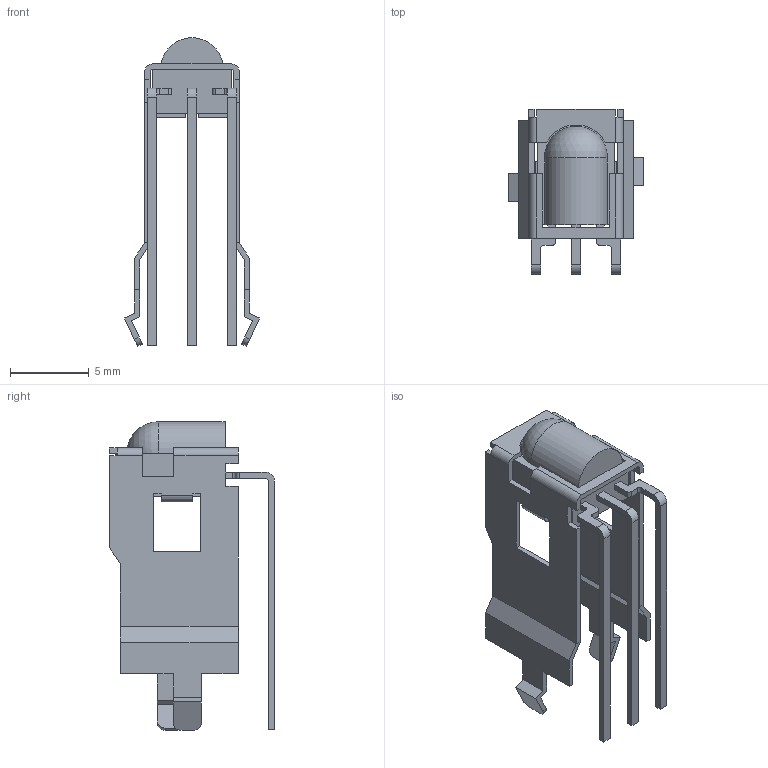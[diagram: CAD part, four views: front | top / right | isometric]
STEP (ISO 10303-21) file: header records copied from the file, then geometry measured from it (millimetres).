
FILE_DESCRIPTION((''),'2;1');
FILE_NAME('Minicast_CC.stp','2012-05-09T15:53:43',(''),(''),'Mechanical Desktop 2009','Mechanical Desktop 2009',', , ');
FILE_SCHEMA(('CONFIG_CONTROL_DESIGN'));
Length unit declared in the file: millimetre
Products named in the file (6): GO-1006I; HALTER RF; UNTEN; TSOP8 QJ; PART1; STREIFEN
Assembly tree (5 placements, depth 3):
  GO-1006I
    HALTER RF
    UNTEN
    TSOP8 QJ
      PART1
      STREIFEN
Bounding box: 8.6 x 10.5 x 19.62 mm (x, y, z)
Volume: 221 mm3; surface area: 809.6 mm2
Topology: 7 solids, 7 shells, 171 faces, 471 edges, 311 vertices
Faces by surface type: plane 135, cylinder 35, sphere 1
Entity records: 5554 total; most frequent: CARTESIAN_POINT 958, ORIENTED_EDGE 940, DIRECTION 899, EDGE_CURVE 470, VECTOR 395, LINE 395, VERTEX_POINT 311, AXIS2_PLACEMENT_3D 252
